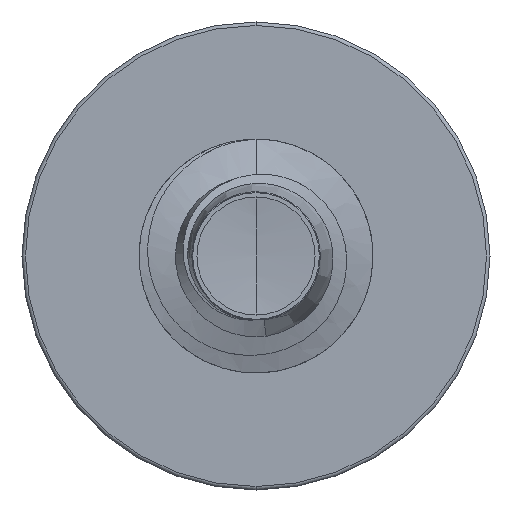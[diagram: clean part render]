
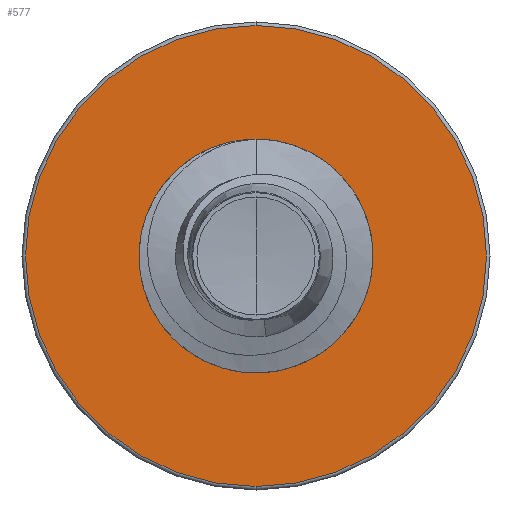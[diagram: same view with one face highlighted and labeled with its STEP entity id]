
A CAD part, front view. The second image highlights one B-rep face of the part: STEP entity #577.
In plain terms, the highlighted planar face has unit normal (0, -1, 0).
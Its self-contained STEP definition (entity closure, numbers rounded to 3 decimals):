
#73 = DIRECTION ( 'NONE',  ( 0., 1., 0. ) ) ;
#350 = CARTESIAN_POINT ( 'NONE',  ( 0., 5., -3.447 ) ) ;
#577 = ADVANCED_FACE ( 'NONE', ( #4511, #2084 ), #968, .F. ) ;
#690 = VERTEX_POINT ( 'NONE', #10045 ) ;
#802 = DIRECTION ( 'NONE',  ( 0., 0., 1. ) ) ;
#962 = VERTEX_POINT ( 'NONE', #350 ) ;
#968 = PLANE ( 'NONE',  #9056 ) ;
#1120 = ORIENTED_EDGE ( 'NONE', *, *, #5834, .F. ) ;
#1541 = AXIS2_PLACEMENT_3D ( 'NONE', #4978, #73, #5802 ) ;
#2084 = FACE_BOUND ( 'NONE', #4382, .T. ) ;
#2367 = CARTESIAN_POINT ( 'NONE',  ( 0., 5., 1.722 ) ) ;
#2645 = DIRECTION ( 'NONE',  ( 0., 0., 1. ) ) ;
#2963 = CIRCLE ( 'NONE', #4406, 1.722 ) ;
#3230 = CARTESIAN_POINT ( 'NONE',  ( 0., 5., 0. ) ) ;
#3465 = CARTESIAN_POINT ( 'NONE',  ( 0., 5., 3.448 ) ) ;
#3814 = DIRECTION ( 'NONE',  ( 0., 1., 0. ) ) ;
#4053 = DIRECTION ( 'NONE',  ( 0., 0., 1. ) ) ;
#4382 = EDGE_LOOP ( 'NONE', ( #7887, #5979 ) ) ;
#4406 = AXIS2_PLACEMENT_3D ( 'NONE', #8710, #3814, #9541 ) ;
#4511 = FACE_OUTER_BOUND ( 'NONE', #5660, .T. ) ;
#4522 = EDGE_CURVE ( 'NONE', #10537, #690, #2963, .T. ) ;
#4978 = CARTESIAN_POINT ( 'NONE',  ( 0., 5., 0. ) ) ;
#5660 = EDGE_LOOP ( 'NONE', ( #1120, #9806 ) ) ;
#5697 = DIRECTION ( 'NONE',  ( 0., 1., 0. ) ) ;
#5802 = DIRECTION ( 'NONE',  ( 0., 0., 1. ) ) ;
#5834 = EDGE_CURVE ( 'NONE', #6564, #962, #7686, .T. ) ;
#5979 = ORIENTED_EDGE ( 'NONE', *, *, #8286, .T. ) ;
#6564 = VERTEX_POINT ( 'NONE', #3465 ) ;
#6711 = CARTESIAN_POINT ( 'NONE',  ( 0., 5., -1.722 ) ) ;
#7540 = DIRECTION ( 'NONE',  ( 0., 1., 0. ) ) ;
#7673 = CIRCLE ( 'NONE', #1541, 1.722 ) ;
#7686 = CIRCLE ( 'NONE', #9140, 3.448 ) ;
#7715 = AXIS2_PLACEMENT_3D ( 'NONE', #3230, #8944, #4053 ) ;
#7887 = ORIENTED_EDGE ( 'NONE', *, *, #4522, .T. ) ;
#8286 = EDGE_CURVE ( 'NONE', #690, #10537, #7673, .T. ) ;
#8710 = CARTESIAN_POINT ( 'NONE',  ( 0., 5., 0. ) ) ;
#8944 = DIRECTION ( 'NONE',  ( 0., 1., 0. ) ) ;
#9056 = AXIS2_PLACEMENT_3D ( 'NONE', #6711, #7540, #2645 ) ;
#9140 = AXIS2_PLACEMENT_3D ( 'NONE', #10598, #5697, #802 ) ;
#9541 = DIRECTION ( 'NONE',  ( 0., 0., 1. ) ) ;
#9806 = ORIENTED_EDGE ( 'NONE', *, *, #10560, .F. ) ;
#10045 = CARTESIAN_POINT ( 'NONE',  ( 0., 5., -1.722 ) ) ;
#10537 = VERTEX_POINT ( 'NONE', #2367 ) ;
#10560 = EDGE_CURVE ( 'NONE', #962, #6564, #10610, .T. ) ;
#10598 = CARTESIAN_POINT ( 'NONE',  ( 0., 5., 0. ) ) ;
#10610 = CIRCLE ( 'NONE', #7715, 3.448 ) ;
